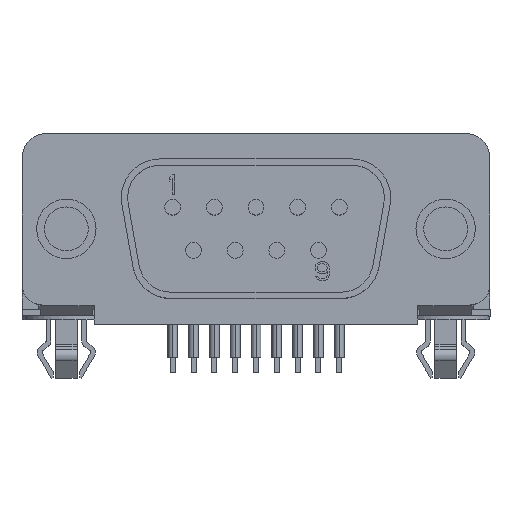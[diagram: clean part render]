
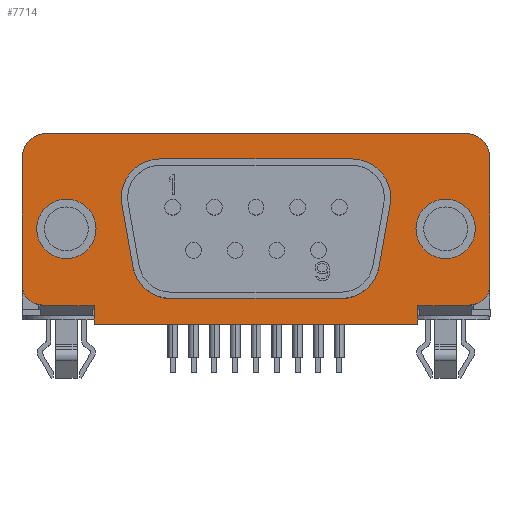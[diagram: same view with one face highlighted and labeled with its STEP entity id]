
A CAD part, top view. The second image highlights one B-rep face of the part: STEP entity #7714.
In plain terms, the highlighted planar face has unit normal (0, 0, 1).
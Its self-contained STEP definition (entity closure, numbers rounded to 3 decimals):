
#213=CARTESIAN_POINT('',(12.497,0.,-5.969));
#214=DIRECTION('',(0.,0.,1.));
#215=DIRECTION('',(1.,0.,0.));
#216=AXIS2_PLACEMENT_3D('',#213,#214,#215);
#218=CARTESIAN_POINT('',(12.497,0.,-5.969));
#219=DIRECTION('',(0.,0.,1.));
#220=DIRECTION('',(-1.,0.,0.));
#221=AXIS2_PLACEMENT_3D('',#218,#219,#220);
#223=CARTESIAN_POINT('',(-12.497,0.,-5.969));
#224=DIRECTION('',(0.,0.,1.));
#225=DIRECTION('',(1.,0.,0.));
#226=AXIS2_PLACEMENT_3D('',#223,#224,#225);
#228=CARTESIAN_POINT('',(-12.497,0.,-5.969));
#229=DIRECTION('',(0.,0.,1.));
#230=DIRECTION('',(-1.,0.,0.));
#231=AXIS2_PLACEMENT_3D('',#228,#229,#230);
#233=CARTESIAN_POINT('',(13.83,4.699,-5.969));
#234=DIRECTION('',(0.,0.,1.));
#235=DIRECTION('',(1.,0.,0.));
#236=AXIS2_PLACEMENT_3D('',#233,#234,#235);
#238=CARTESIAN_POINT('',(14.135,-3.734,-5.969));
#239=DIRECTION('',(0.,0.,1.));
#240=DIRECTION('',(0.06,-0.998,0.));
#241=AXIS2_PLACEMENT_3D('',#238,#239,#240);
#243=DIRECTION('',(0.001,-1.,0.));
#244=VECTOR('',#243,0.062);
#245=CARTESIAN_POINT('',(14.211,-5.003,-5.969));
#246=LINE('',#245,#244);
#247=DIRECTION('',(1.,0.,0.));
#248=VECTOR('',#247,3.556);
#249=CARTESIAN_POINT('',(10.655,-5.065,-5.969));
#250=LINE('',#249,#248);
#251=DIRECTION('',(-1.,0.,0.));
#252=VECTOR('',#251,3.556);
#253=CARTESIAN_POINT('',(-10.655,-5.065,-5.969));
#254=LINE('',#253,#252);
#255=DIRECTION('',(0.001,1.,0.));
#256=VECTOR('',#255,0.062);
#257=CARTESIAN_POINT('',(-14.211,-5.065,-5.969));
#258=LINE('',#257,#256);
#259=CARTESIAN_POINT('',(-14.135,-3.734,-5.969));
#260=DIRECTION('',(0.,0.,1.));
#261=DIRECTION('',(-1.,0.,0.));
#262=AXIS2_PLACEMENT_3D('',#259,#260,#261);
#264=CARTESIAN_POINT('',(-13.83,4.699,-5.969));
#265=DIRECTION('',(0.,0.,1.));
#266=DIRECTION('',(0.,1.,0.));
#267=AXIS2_PLACEMENT_3D('',#264,#265,#266);
#269=DIRECTION('',(1.,0.,0.));
#270=VECTOR('',#269,27.661);
#271=CARTESIAN_POINT('',(-13.83,6.274,-5.969));
#272=LINE('',#271,#270);
#691=DIRECTION('',(1.,0.,0.));
#692=VECTOR('',#691,11.22);
#693=CARTESIAN_POINT('',(-5.61,-4.595,-5.969));
#694=LINE('',#693,#692);
#699=CARTESIAN_POINT('',(-5.61,-2.055,-5.969));
#700=DIRECTION('',(0.,0.,1.));
#701=DIRECTION('',(-0.985,-0.174,0.));
#702=AXIS2_PLACEMENT_3D('',#699,#700,#701);
#708=DIRECTION('',(0.174,-0.985,0.));
#709=VECTOR('',#708,4.173);
#710=CARTESIAN_POINT('',(-8.836,1.614,-5.969));
#711=LINE('',#710,#709);
#716=CARTESIAN_POINT('',(-6.335,2.055,-5.969));
#717=DIRECTION('',(0.,0.,1.));
#718=DIRECTION('',(0.,1.,0.));
#719=AXIS2_PLACEMENT_3D('',#716,#717,#718);
#725=DIRECTION('',(1.,0.,0.));
#726=VECTOR('',#725,12.67);
#727=CARTESIAN_POINT('',(-6.335,4.595,-5.969));
#728=LINE('',#727,#726);
#733=CARTESIAN_POINT('',(6.335,2.055,-5.969));
#734=DIRECTION('',(0.,0.,1.));
#735=DIRECTION('',(0.985,-0.174,0.));
#736=AXIS2_PLACEMENT_3D('',#733,#734,#735);
#742=DIRECTION('',(0.174,0.985,0.));
#743=VECTOR('',#742,4.173);
#744=CARTESIAN_POINT('',(8.112,-2.496,-5.969));
#745=LINE('',#744,#743);
#750=CARTESIAN_POINT('',(5.61,-2.055,-5.969));
#751=DIRECTION('',(0.,0.,1.));
#752=DIRECTION('',(0.,-1.,0.));
#753=AXIS2_PLACEMENT_3D('',#750,#751,#752);
#1007=DIRECTION('',(0.,-1.,0.));
#1008=VECTOR('',#1007,8.433);
#1009=CARTESIAN_POINT('',(-15.405,4.699,-5.969));
#1010=LINE('',#1009,#1008);
#1905=DIRECTION('',(0.,1.,0.));
#1906=VECTOR('',#1905,1.209);
#1907=CARTESIAN_POINT('',(10.655,-6.274,-5.969));
#1908=LINE('',#1907,#1906);
#1989=DIRECTION('',(0.,-1.,0.));
#1990=VECTOR('',#1989,8.433);
#1991=CARTESIAN_POINT('',(15.405,4.699,-5.969));
#1992=LINE('',#1991,#1990);
#2335=DIRECTION('',(1.,0.,0.));
#2336=VECTOR('',#2335,21.311);
#2337=CARTESIAN_POINT('',(-10.655,-6.274,-5.969));
#2338=LINE('',#2337,#2336);
#3083=DIRECTION('',(0.,-1.,0.));
#3084=VECTOR('',#3083,1.209);
#3085=CARTESIAN_POINT('',(-10.655,-5.065,-5.969));
#3086=LINE('',#3085,#3084);
#5717=CARTESIAN_POINT('',(-5.61,-4.595,-5.969));
#5718=CARTESIAN_POINT('',(5.61,-4.595,-5.969));
#5719=VERTEX_POINT('',#5717);
#5720=VERTEX_POINT('',#5718);
#5721=CARTESIAN_POINT('',(-6.335,4.595,-5.969));
#5722=CARTESIAN_POINT('',(6.335,4.595,-5.969));
#5723=VERTEX_POINT('',#5721);
#5724=VERTEX_POINT('',#5722);
#5733=CARTESIAN_POINT('',(-8.836,1.614,-5.969));
#5734=VERTEX_POINT('',#5733);
#5735=CARTESIAN_POINT('',(-8.112,-2.496,-5.969));
#5736=VERTEX_POINT('',#5735);
#5737=CARTESIAN_POINT('',(8.112,-2.496,-5.969));
#5738=VERTEX_POINT('',#5737);
#5739=CARTESIAN_POINT('',(8.836,1.614,-5.969));
#5740=VERTEX_POINT('',#5739);
#5903=CARTESIAN_POINT('',(-10.655,-6.274,-5.969));
#5904=VERTEX_POINT('',#5903);
#5905=CARTESIAN_POINT('',(10.655,-6.274,-5.969));
#5907=VERTEX_POINT('',#5905);
#6405=CARTESIAN_POINT('',(10.655,-5.065,-5.969));
#6406=CARTESIAN_POINT('',(14.211,-5.065,-5.969));
#6407=VERTEX_POINT('',#6405);
#6408=VERTEX_POINT('',#6406);
#6429=CARTESIAN_POINT('',(-10.655,-5.065,-5.969));
#6430=CARTESIAN_POINT('',(-14.211,-5.065,-5.969));
#6431=VERTEX_POINT('',#6429);
#6432=VERTEX_POINT('',#6430);
#6457=CARTESIAN_POINT('',(14.211,-5.003,-5.969));
#6459=VERTEX_POINT('',#6457);
#6465=CARTESIAN_POINT('',(-15.405,-3.734,-5.969));
#6466=VERTEX_POINT('',#6465);
#6467=CARTESIAN_POINT('',(15.405,-3.734,-5.969));
#6468=VERTEX_POINT('',#6467);
#6473=CARTESIAN_POINT('',(-14.211,-5.003,-5.969));
#6475=VERTEX_POINT('',#6473);
#6481=CARTESIAN_POINT('',(15.405,4.699,-5.969));
#6482=CARTESIAN_POINT('',(13.83,6.274,-5.969));
#6483=VERTEX_POINT('',#6481);
#6484=VERTEX_POINT('',#6482);
#6501=CARTESIAN_POINT('',(-13.83,6.274,-5.969));
#6502=VERTEX_POINT('',#6501);
#6503=CARTESIAN_POINT('',(-15.405,4.699,-5.969));
#6504=VERTEX_POINT('',#6503);
#6781=CARTESIAN_POINT('',(14.453,0.,-5.969));
#6782=CARTESIAN_POINT('',(10.541,0.,-5.969));
#6783=VERTEX_POINT('',#6781);
#6784=VERTEX_POINT('',#6782);
#6785=CARTESIAN_POINT('',(-10.541,0.,-5.969));
#6786=CARTESIAN_POINT('',(-14.453,0.,-5.969));
#6787=VERTEX_POINT('',#6785);
#6788=VERTEX_POINT('',#6786);
#7649=CARTESIAN_POINT('',(-15.405,6.274,-5.969));
#7650=DIRECTION('',(0.,0.,1.));
#7651=DIRECTION('',(0.,-1.,0.));
#7652=AXIS2_PLACEMENT_3D('',#7649,#7650,#7651);
#7653=PLANE('',#7652);
#7655=ORIENTED_EDGE('',*,*,#7654,.F.);
#7657=ORIENTED_EDGE('',*,*,#7656,.T.);
#7659=ORIENTED_EDGE('',*,*,#7658,.F.);
#7661=ORIENTED_EDGE('',*,*,#7660,.T.);
#7663=ORIENTED_EDGE('',*,*,#7662,.F.);
#7665=ORIENTED_EDGE('',*,*,#7664,.F.);
#7667=ORIENTED_EDGE('',*,*,#7666,.F.);
#7669=ORIENTED_EDGE('',*,*,#7668,.F.);
#7671=ORIENTED_EDGE('',*,*,#7670,.T.);
#7673=ORIENTED_EDGE('',*,*,#7672,.T.);
#7675=ORIENTED_EDGE('',*,*,#7674,.F.);
#7677=ORIENTED_EDGE('',*,*,#7676,.F.);
#7679=ORIENTED_EDGE('',*,*,#7678,.F.);
#7681=ORIENTED_EDGE('',*,*,#7680,.T.);
#7682=EDGE_LOOP('',(#7655,#7657,#7659,#7661,#7663,#7665,#7667,#7669,#7671,#7673,
#7675,#7677,#7679,#7681));
#7683=FACE_OUTER_BOUND('',#7682,.F.);
#7685=ORIENTED_EDGE('',*,*,#7684,.T.);
#7687=ORIENTED_EDGE('',*,*,#7686,.T.);
#7689=ORIENTED_EDGE('',*,*,#7688,.T.);
#7691=ORIENTED_EDGE('',*,*,#7690,.T.);
#7693=ORIENTED_EDGE('',*,*,#7692,.F.);
#7695=ORIENTED_EDGE('',*,*,#7694,.T.);
#7697=ORIENTED_EDGE('',*,*,#7696,.T.);
#7699=ORIENTED_EDGE('',*,*,#7698,.T.);
#7700=EDGE_LOOP('',(#7685,#7687,#7689,#7691,#7693,#7695,#7697,#7699));
#7701=FACE_BOUND('',#7700,.F.);
#7703=ORIENTED_EDGE('',*,*,#7702,.T.);
#7705=ORIENTED_EDGE('',*,*,#7704,.T.);
#7706=EDGE_LOOP('',(#7703,#7705));
#7707=FACE_BOUND('',#7706,.F.);
#7709=ORIENTED_EDGE('',*,*,#7708,.T.);
#7711=ORIENTED_EDGE('',*,*,#7710,.T.);
#7712=EDGE_LOOP('',(#7709,#7711));
#7713=FACE_BOUND('',#7712,.F.);
#7714=ADVANCED_FACE('',(#7683,#7701,#7707,#7713),#7653,.T.);
#217=CIRCLE('',#216,1.956);
#222=CIRCLE('',#221,1.956);
#227=CIRCLE('',#226,1.956);
#232=CIRCLE('',#231,1.956);
#237=CIRCLE('',#236,1.575);
#242=CIRCLE('',#241,1.27);
#263=CIRCLE('',#262,1.27);
#268=CIRCLE('',#267,1.575);
#703=CIRCLE('',#702,2.54);
#720=CIRCLE('',#719,2.54);
#737=CIRCLE('',#736,2.54);
#754=CIRCLE('',#753,2.54);
#7654=EDGE_CURVE('',#6483,#6484,#237,.T.);
#7656=EDGE_CURVE('',#6483,#6468,#1992,.T.);
#7658=EDGE_CURVE('',#6459,#6468,#242,.T.);
#7660=EDGE_CURVE('',#6459,#6408,#246,.T.);
#7662=EDGE_CURVE('',#6407,#6408,#250,.T.);
#7664=EDGE_CURVE('',#5907,#6407,#1908,.T.);
#7666=EDGE_CURVE('',#5904,#5907,#2338,.T.);
#7668=EDGE_CURVE('',#6431,#5904,#3086,.T.);
#7670=EDGE_CURVE('',#6431,#6432,#254,.T.);
#7672=EDGE_CURVE('',#6432,#6475,#258,.T.);
#7674=EDGE_CURVE('',#6466,#6475,#263,.T.);
#7676=EDGE_CURVE('',#6504,#6466,#1010,.T.);
#7678=EDGE_CURVE('',#6502,#6504,#268,.T.);
#7680=EDGE_CURVE('',#6502,#6484,#272,.T.);
#7684=EDGE_CURVE('',#5719,#5720,#694,.T.);
#7686=EDGE_CURVE('',#5720,#5738,#754,.T.);
#7688=EDGE_CURVE('',#5738,#5740,#745,.T.);
#7690=EDGE_CURVE('',#5740,#5724,#737,.T.);
#7692=EDGE_CURVE('',#5723,#5724,#728,.T.);
#7694=EDGE_CURVE('',#5723,#5734,#720,.T.);
#7696=EDGE_CURVE('',#5734,#5736,#711,.T.);
#7698=EDGE_CURVE('',#5736,#5719,#703,.T.);
#7702=EDGE_CURVE('',#6783,#6784,#217,.T.);
#7704=EDGE_CURVE('',#6784,#6783,#222,.T.);
#7708=EDGE_CURVE('',#6787,#6788,#227,.T.);
#7710=EDGE_CURVE('',#6788,#6787,#232,.T.);
